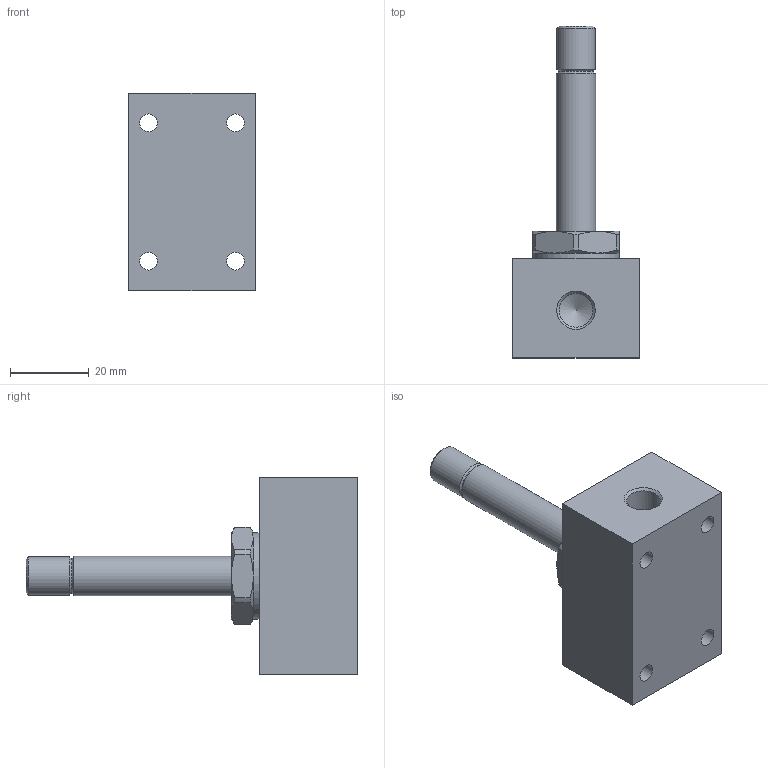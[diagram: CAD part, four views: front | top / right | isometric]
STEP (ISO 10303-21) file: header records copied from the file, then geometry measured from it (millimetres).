
FILE_DESCRIPTION(/* description */ ('STEP AP214'),/* implementation_level */ '2;1');
FILE_NAME(/* name */ '2199_MCH-3-1_8',/* time_stamp */ '2024-08-30T10:53:28+02:00',/* author */ ('License CC BY-ND 4.0'),/* organization */ ('CADENAS'),/* preprocessor_version */ 'ST-DEVELOPER v19.3',/* originating_system */ 'PARTsolutions',/* authorisation */ ' ');
FILE_SCHEMA (('AUTOMOTIVE_DESIGN {1 0 10303 214 3 1 1}'));
Length unit declared in the file: millimetre
Products named in the file (1): 2199 MCH-3-1/8
Bounding box: 32 x 84 x 50 mm (x, y, z)
Volume: 43031.3 mm3; surface area: 11738.6 mm2
Topology: 1 solids, 1 shells, 59 faces, 129 edges, 80 vertices
Faces by surface type: plane 20, cylinder 20, cone 19
Full cylindrical faces by diameter (mm): 4 x1, 4.5 x4, 8 x4, 8.566 x2, 9.728 x1, 10 x1, 22 x1
Entity records: 1552 total; most frequent: CARTESIAN_POINT 314, DIRECTION 256, ORIENTED_EDGE 208, AXIS2_PLACEMENT_3D 116, EDGE_CURVE 104, FACE_BOUND 98, EDGE_LOOP 96, VERTEX_POINT 78
